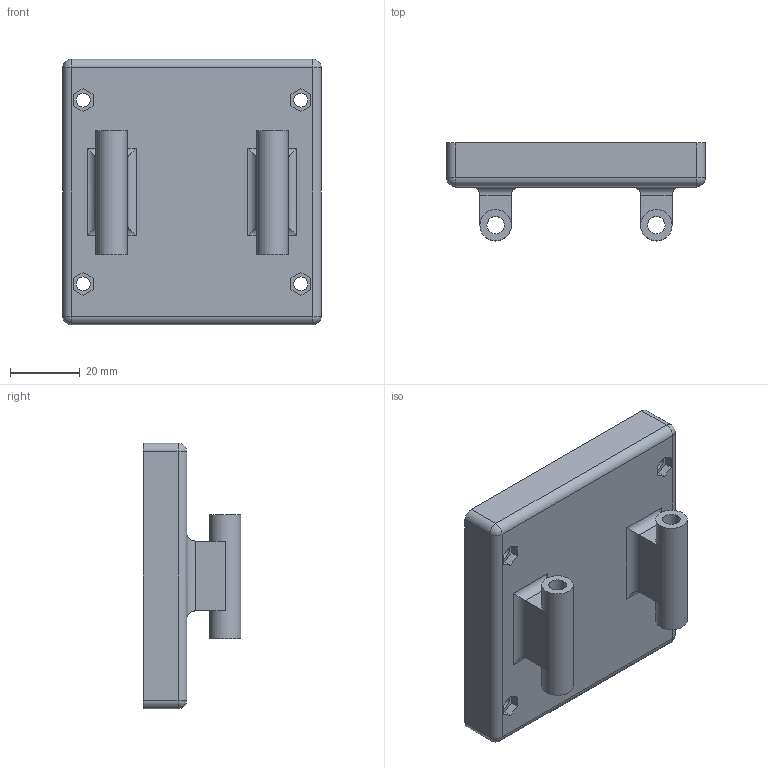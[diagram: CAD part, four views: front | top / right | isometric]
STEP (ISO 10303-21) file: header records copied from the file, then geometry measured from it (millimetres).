
FILE_DESCRIPTION(/* description */ (''),/* implementation_level */ '2;1');
FILE_NAME(/* name */ '14491fff-5616-4e4e-a6cc-8777ed5867b9.stp',/* time_stamp */ '2017-09-04T07:49:05+00:00',/* author */ (''),/* organization */ (''),/* preprocessor_version */ 'ST-DEVELOPER v16.13',/* originating_system */ 'Autodesk Translation Framework v6.1.1.50',/* authorisation */ '');
FILE_SCHEMA (('AUTOMOTIVE_DESIGN { 1 0 10303 214 3 1 1 }'));
Length unit declared in the file: millimetre
Products named in the file (2): MX28_cover v9; MX28_spacer v3
Assembly tree (2 placements, depth 2):
  MX28_cover v9
    MX28_spacer v3  x2
Bounding box: 74 x 28 x 76 mm (x, y, z)
Volume: 40527.5 mm3; surface area: 23685.5 mm2
Topology: 3 solids, 3 shells, 91 faces, 215 edges, 137 vertices
Faces by surface type: plane 55, cylinder 32, sphere 4
Full cylindrical faces by diameter (mm): 4 x4, 5 x4, 9 x4
Entity records: 2505 total; most frequent: DIRECTION 432, CARTESIAN_POINT 413, ORIENTED_EDGE 386, EDGE_CURVE 193, AXIS2_PLACEMENT_3D 148, LINE 136, VECTOR 136, VERTEX_POINT 129
